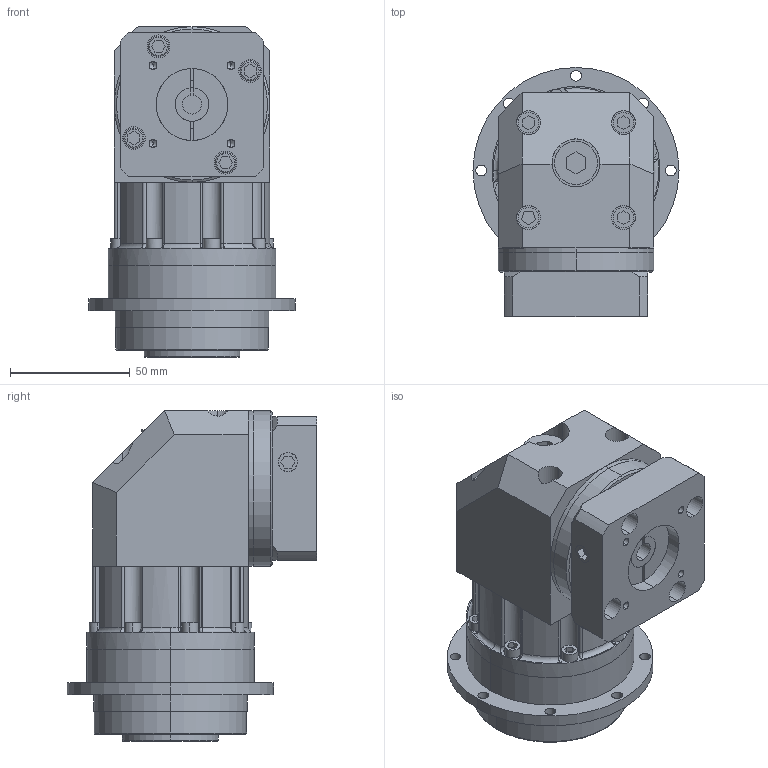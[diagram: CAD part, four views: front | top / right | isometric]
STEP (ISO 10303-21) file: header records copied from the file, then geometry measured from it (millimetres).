
FILE_DESCRIPTION (( 'STEP AP214' ), '1' );
FILE_NAME ('VGZH64单级模型（8-25 30-3 4-4.5-46）.STEP', '2018-08-14T03:46:38', ( 'Windows' ), ( 'Microsoft' ), 'SwSTEP 2.0', 'SolidWorks 2016', '' );
FILE_SCHEMA (( 'AUTOMOTIVE_DESIGN' ));
Length unit declared in the file: millimetre
Products named in the file (1): VGZH64单级模型（8-25 30-3 4-4.5-46）
Bounding box: 86 x 104 x 138 mm (x, y, z)
Volume: 555211.8 mm3; surface area: 88771.5 mm2
Topology: 5 solids, 5 shells, 489 faces, 1201 edges, 755 vertices
Faces by surface type: plane 223, cylinder 191, cone 36, torus 23, bspline 16
Entity records: 16481 total; most frequent: CARTESIAN_POINT 3797, DIRECTION 2496, ORIENTED_EDGE 2342, EDGE_CURVE 1171, AXIS2_PLACEMENT_3D 922, VERTEX_POINT 755, LINE 652, VECTOR 652
